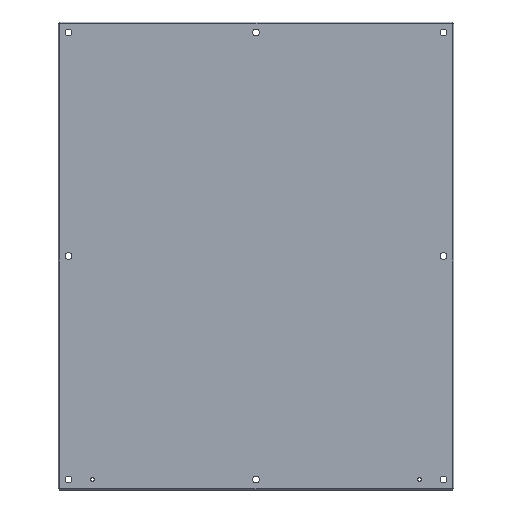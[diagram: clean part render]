
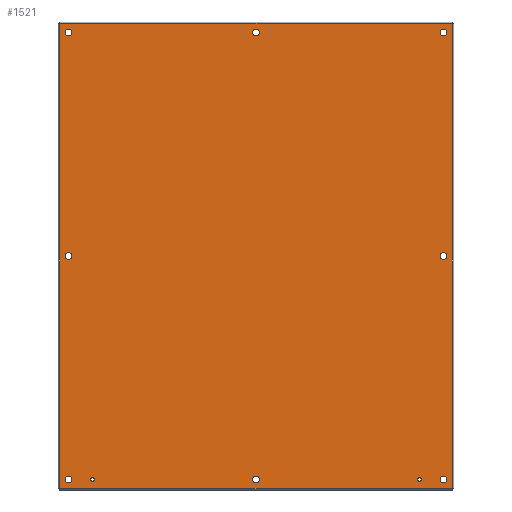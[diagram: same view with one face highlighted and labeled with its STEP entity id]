
A CAD part, top view. The second image highlights one B-rep face of the part: STEP entity #1521.
In plain terms, the highlighted planar face has unit normal (0, 0, 1).
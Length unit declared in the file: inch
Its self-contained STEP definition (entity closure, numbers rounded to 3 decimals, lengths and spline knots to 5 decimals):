
#79=CARTESIAN_POINT('',(30.281,0.875,0.0937));
#80=VERTEX_POINT('',#79);
#81=CARTESIAN_POINT('',(30.125,0.875,0.0937));
#82=DIRECTION('',(0.0,0.0,-1.0));
#83=DIRECTION('',(1.0,0.0,0.0));
#84=AXIS2_PLACEMENT_3D('',#81,#82,#83);
#85=CIRCLE('',#84,0.156);
#86=EDGE_CURVE('',#80,#80,#85,.T.);
#107=CARTESIAN_POINT('',(3.031,0.875,0.0937));
#108=VERTEX_POINT('',#107);
#109=CARTESIAN_POINT('',(2.875,0.875,0.0937));
#110=DIRECTION('',(0.0,0.0,-1.0));
#111=DIRECTION('',(1.0,0.0,0.0));
#112=AXIS2_PLACEMENT_3D('',#109,#110,#111);
#113=CIRCLE('',#112,0.156);
#114=EDGE_CURVE('',#108,#108,#113,.T.);
#135=CARTESIAN_POINT('',(16.7815,0.875,0.0937));
#136=VERTEX_POINT('',#135);
#137=CARTESIAN_POINT('',(16.5,0.875,0.0937));
#138=DIRECTION('',(0.0,0.0,-1.0));
#139=DIRECTION('',(1.0,0.0,0.0));
#140=AXIS2_PLACEMENT_3D('',#137,#138,#139);
#141=CIRCLE('',#140,0.2815);
#142=EDGE_CURVE('',#136,#136,#141,.T.);
#163=CARTESIAN_POINT('',(16.7815,38.125,0.0937));
#164=VERTEX_POINT('',#163);
#165=CARTESIAN_POINT('',(16.5,38.125,0.0937));
#166=DIRECTION('',(0.0,0.0,-1.0));
#167=DIRECTION('',(1.0,0.0,0.0));
#168=AXIS2_PLACEMENT_3D('',#165,#166,#167);
#169=CIRCLE('',#168,0.2815);
#170=EDGE_CURVE('',#164,#164,#169,.T.);
#191=CARTESIAN_POINT('',(32.4065,19.5,0.0937));
#192=VERTEX_POINT('',#191);
#193=CARTESIAN_POINT('',(32.125,19.5,0.0937));
#194=DIRECTION('',(0.0,0.0,-1.0));
#195=DIRECTION('',(1.0,0.0,0.0));
#196=AXIS2_PLACEMENT_3D('',#193,#194,#195);
#197=CIRCLE('',#196,0.2815);
#198=EDGE_CURVE('',#192,#192,#197,.T.);
#219=CARTESIAN_POINT('',(1.1565,19.5,0.0937));
#220=VERTEX_POINT('',#219);
#221=CARTESIAN_POINT('',(0.875,19.5,0.0937));
#222=DIRECTION('',(0.0,0.0,-1.0));
#223=DIRECTION('',(1.0,0.0,0.0));
#224=AXIS2_PLACEMENT_3D('',#221,#222,#223);
#225=CIRCLE('',#224,0.2815);
#226=EDGE_CURVE('',#220,#220,#225,.T.);
#247=CARTESIAN_POINT('',(32.4065,0.875,0.0937));
#248=VERTEX_POINT('',#247);
#249=CARTESIAN_POINT('',(32.125,0.875,0.0937));
#250=DIRECTION('',(0.0,0.0,-1.0));
#251=DIRECTION('',(1.0,0.0,0.0));
#252=AXIS2_PLACEMENT_3D('',#249,#250,#251);
#253=CIRCLE('',#252,0.2815);
#254=EDGE_CURVE('',#248,#248,#253,.T.);
#275=CARTESIAN_POINT('',(32.4065,38.125,0.0937));
#276=VERTEX_POINT('',#275);
#277=CARTESIAN_POINT('',(32.125,38.125,0.0937));
#278=DIRECTION('',(0.0,0.0,-1.0));
#279=DIRECTION('',(1.0,0.0,0.0));
#280=AXIS2_PLACEMENT_3D('',#277,#278,#279);
#281=CIRCLE('',#280,0.2815);
#282=EDGE_CURVE('',#276,#276,#281,.T.);
#303=CARTESIAN_POINT('',(1.1565,38.125,0.0937));
#304=VERTEX_POINT('',#303);
#305=CARTESIAN_POINT('',(0.875,38.125,0.0937));
#306=DIRECTION('',(0.0,0.0,-1.0));
#307=DIRECTION('',(1.0,0.0,0.0));
#308=AXIS2_PLACEMENT_3D('',#305,#306,#307);
#309=CIRCLE('',#308,0.2815);
#310=EDGE_CURVE('',#304,#304,#309,.T.);
#331=CARTESIAN_POINT('',(1.1565,0.875,0.0937));
#332=VERTEX_POINT('',#331);
#333=CARTESIAN_POINT('',(0.875,0.875,0.0937));
#334=DIRECTION('',(0.0,0.0,-1.0));
#335=DIRECTION('',(1.0,0.0,0.0));
#336=AXIS2_PLACEMENT_3D('',#333,#334,#335);
#337=CIRCLE('',#336,0.2815);
#338=EDGE_CURVE('',#332,#332,#337,.T.);
#493=CARTESIAN_POINT('',(32.87505,38.87505,0.0937));
#494=VERTEX_POINT('',#493);
#543=CARTESIAN_POINT('',(32.87505,0.12495,0.0937));
#544=VERTEX_POINT('',#543);
#624=CARTESIAN_POINT('',(32.87505,0.12495,0.0937));
#625=DIRECTION('',(0.0,1.0,0.0));
#626=VECTOR('',#625,38.7501);
#627=LINE('',#624,#626);
#628=EDGE_CURVE('',#544,#494,#627,.T.);
#814=CARTESIAN_POINT('',(0.12495,0.12495,0.0937));
#815=VERTEX_POINT('',#814);
#895=CARTESIAN_POINT('',(0.12495,0.12495,0.0937));
#896=DIRECTION('',(1.0,0.0,0.0));
#897=VECTOR('',#896,32.7501);
#898=LINE('',#895,#897);
#899=EDGE_CURVE('',#815,#544,#898,.T.);
#1085=CARTESIAN_POINT('',(0.12495,38.87505,0.0937));
#1086=VERTEX_POINT('',#1085);
#1166=CARTESIAN_POINT('',(0.12495,38.87505,0.0937));
#1167=DIRECTION('',(0.0,-1.0,0.0));
#1168=VECTOR('',#1167,38.7501);
#1169=LINE('',#1166,#1168);
#1170=EDGE_CURVE('',#1086,#815,#1169,.T.);
#1428=CARTESIAN_POINT('',(32.87505,38.87505,0.0937));
#1429=DIRECTION('',(-1.0,0.0,0.0));
#1430=VECTOR('',#1429,32.7501);
#1431=LINE('',#1428,#1430);
#1432=EDGE_CURVE('',#494,#1086,#1431,.T.);
#1480=CARTESIAN_POINT('',(16.5,19.5,0.0937));
#1481=DIRECTION('',(0.0,0.0,1.0));
#1482=DIRECTION('',(1.0,0.0,0.0));
#1483=AXIS2_PLACEMENT_3D('',#1480,#1481,#1482);
#1484=PLANE('',#1483);
#1485=ORIENTED_EDGE('',*,*,#628,.T.);
#1486=ORIENTED_EDGE('',*,*,#1432,.T.);
#1487=ORIENTED_EDGE('',*,*,#1170,.T.);
#1488=ORIENTED_EDGE('',*,*,#899,.T.);
#1489=EDGE_LOOP('',(#1485,#1486,#1487,#1488));
#1490=FACE_OUTER_BOUND('',#1489,.T.);
#1491=ORIENTED_EDGE('',*,*,#86,.T.);
#1492=EDGE_LOOP('',(#1491));
#1493=FACE_BOUND('',#1492,.T.);
#1494=ORIENTED_EDGE('',*,*,#114,.T.);
#1495=EDGE_LOOP('',(#1494));
#1496=FACE_BOUND('',#1495,.T.);
#1497=ORIENTED_EDGE('',*,*,#142,.T.);
#1498=EDGE_LOOP('',(#1497));
#1499=FACE_BOUND('',#1498,.T.);
#1500=ORIENTED_EDGE('',*,*,#170,.T.);
#1501=EDGE_LOOP('',(#1500));
#1502=FACE_BOUND('',#1501,.T.);
#1503=ORIENTED_EDGE('',*,*,#198,.T.);
#1504=EDGE_LOOP('',(#1503));
#1505=FACE_BOUND('',#1504,.T.);
#1506=ORIENTED_EDGE('',*,*,#226,.T.);
#1507=EDGE_LOOP('',(#1506));
#1508=FACE_BOUND('',#1507,.T.);
#1509=ORIENTED_EDGE('',*,*,#254,.T.);
#1510=EDGE_LOOP('',(#1509));
#1511=FACE_BOUND('',#1510,.T.);
#1512=ORIENTED_EDGE('',*,*,#282,.T.);
#1513=EDGE_LOOP('',(#1512));
#1514=FACE_BOUND('',#1513,.T.);
#1515=ORIENTED_EDGE('',*,*,#310,.T.);
#1516=EDGE_LOOP('',(#1515));
#1517=FACE_BOUND('',#1516,.T.);
#1518=ORIENTED_EDGE('',*,*,#338,.T.);
#1519=EDGE_LOOP('',(#1518));
#1520=FACE_BOUND('',#1519,.T.);
#1521=ADVANCED_FACE('',(#1490,#1493,#1496,#1499,#1502,#1505,#1508,#1511,#1514,#1517,#1520),#1484,.T.);
